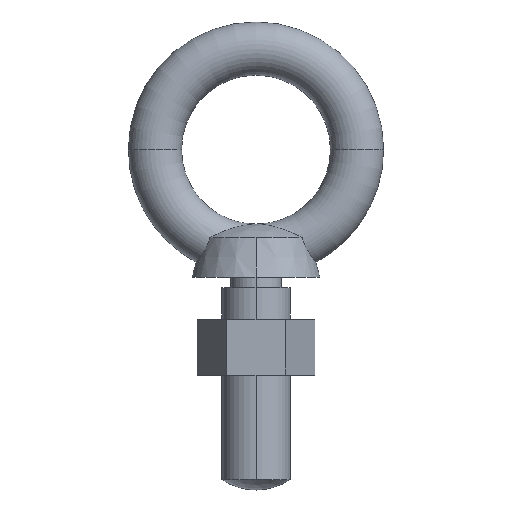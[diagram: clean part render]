
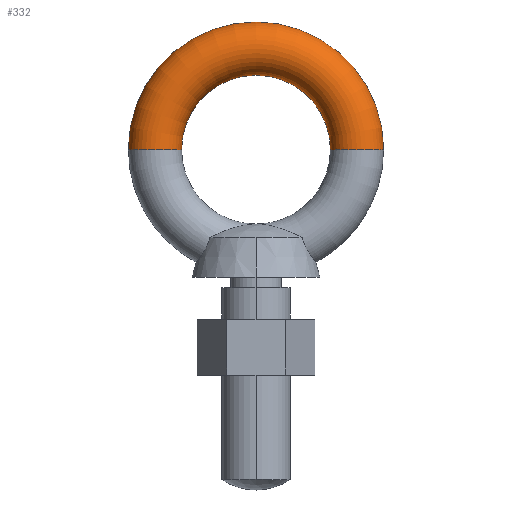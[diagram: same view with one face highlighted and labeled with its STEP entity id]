
A CAD part, top view. The second image highlights one B-rep face of the part: STEP entity #332.
In plain terms, the highlighted toroidal (fillet/blend) face has major radius 23.75 mm and minor radius 6.25 mm.
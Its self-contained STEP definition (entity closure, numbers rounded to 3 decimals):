
#324 = ORIENTED_EDGE ( 'NONE', *, *, #327, .F. ) ;
#325 = EDGE_CURVE ( 'NONE', #435, #434, #834, .T. ) ;
#326 = ORIENTED_EDGE ( 'NONE', *, *, #398, .T. ) ;
#327 = EDGE_CURVE ( 'NONE', #393, #357, #806, .T. ) ;
#328 = ORIENTED_EDGE ( 'NONE', *, *, #325, .T. ) ;
#329 = ORIENTED_EDGE ( 'NONE', *, *, #402, .F. ) ;
#330 = EDGE_LOOP ( 'NONE', ( #329, #324, #326, #328 ) ) ;
#332 = ADVANCED_FACE ( 'NONE', ( #801 ), #800, .T. ) ;
#357 = VERTEX_POINT ( 'NONE', #685 ) ;
#393 = VERTEX_POINT ( 'NONE', #717 ) ;
#398 = EDGE_CURVE ( 'NONE', #393, #435, #713, .T. ) ;
#402 = EDGE_CURVE ( 'NONE', #357, #434, #753, .T. ) ;
#434 = VERTEX_POINT ( 'NONE', #1040 ) ;
#435 = VERTEX_POINT ( 'NONE', #1051 ) ;
#656 = DIRECTION ( 'NONE',  ( -1., 0., 0. ) ) ;
#657 = DIRECTION ( 'NONE',  ( 0., 0., -1. ) ) ;
#685 = CARTESIAN_POINT ( 'NONE',  ( -30., 0., 0. ) ) ;
#709 = DIRECTION ( 'NONE',  ( -1., 0., 0. ) ) ;
#710 = DIRECTION ( 'NONE',  ( 0., 0., -1. ) ) ;
#711 = CARTESIAN_POINT ( 'NONE',  ( 0., 0., 0. ) ) ;
#712 = AXIS2_PLACEMENT_3D ( 'NONE', #711, #710, #709 ) ;
#713 = CIRCLE ( 'NONE', #712, 17.5 ) ;
#717 = CARTESIAN_POINT ( 'NONE',  ( -17.5, 0., 0. ) ) ;
#750 = DIRECTION ( 'NONE',  ( -1., 0., 0. ) ) ;
#751 = DIRECTION ( 'NONE',  ( 0., 0., -1. ) ) ;
#752 = AXIS2_PLACEMENT_3D ( 'NONE', #757, #751, #750 ) ;
#753 = CIRCLE ( 'NONE', #752, 30. ) ;
#757 = CARTESIAN_POINT ( 'NONE',  ( 0., 0., 0. ) ) ;
#797 = CARTESIAN_POINT ( 'NONE',  ( 0., 0., 0. ) ) ;
#798 = AXIS2_PLACEMENT_3D ( 'NONE', #797, #657, #656 ) ;
#800 = TOROIDAL_SURFACE ( 'NONE', #798, 23.75, 6.25 ) ;
#801 = FACE_OUTER_BOUND ( 'NONE', #330, .T. ) ;
#803 = DIRECTION ( 'NONE',  ( 0., 0., -1. ) ) ;
#804 = DIRECTION ( 'NONE',  ( 0., -1., 0. ) ) ;
#805 = AXIS2_PLACEMENT_3D ( 'NONE', #835, #804, #803 ) ;
#806 = CIRCLE ( 'NONE', #805, 6.25 ) ;
#830 = DIRECTION ( 'NONE',  ( -1., 0., 0. ) ) ;
#831 = DIRECTION ( 'NONE',  ( 0., 1., 0. ) ) ;
#832 = CARTESIAN_POINT ( 'NONE',  ( 23.75, 0., 0. ) ) ;
#833 = AXIS2_PLACEMENT_3D ( 'NONE', #832, #831, #830 ) ;
#834 = CIRCLE ( 'NONE', #833, 6.25 ) ;
#835 = CARTESIAN_POINT ( 'NONE',  ( -23.75, 0., 0. ) ) ;
#1040 = CARTESIAN_POINT ( 'NONE',  ( 30., 0., 0. ) ) ;
#1051 = CARTESIAN_POINT ( 'NONE',  ( 17.5, 0., 0. ) ) ;
